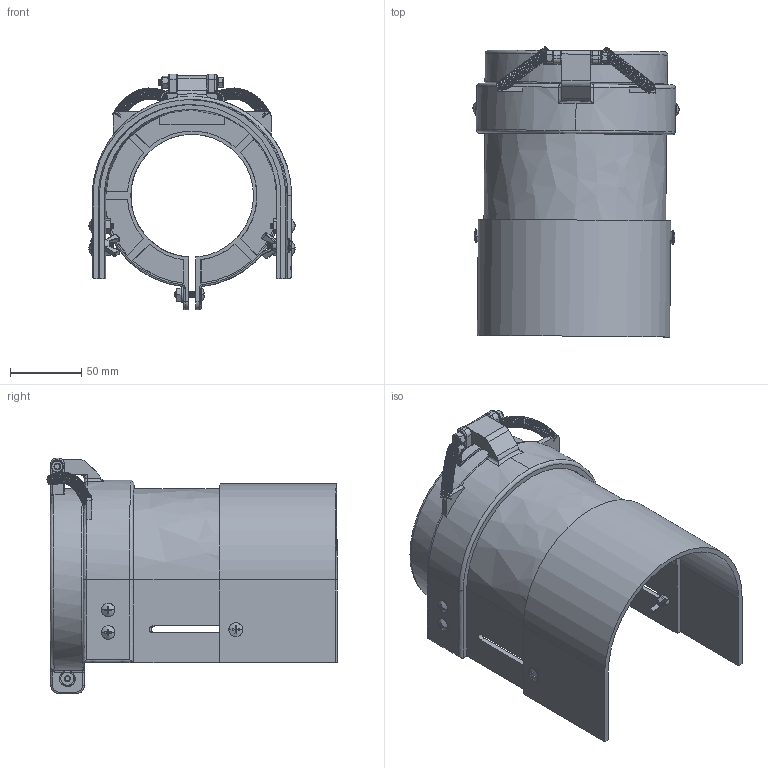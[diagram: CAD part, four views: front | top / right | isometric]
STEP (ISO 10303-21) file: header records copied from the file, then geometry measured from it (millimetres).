
FILE_DESCRIPTION(('FreeCAD Model'),'2;1');
FILE_NAME('Open CASCADE Shape Model','2025-05-07T18:38:37',('FreeCAD'),( 'FreeCAD'),'Open CASCADE STEP processor 7.6','FreeCAD','Unknown');
FILE_SCHEMA(('AUTOMOTIVE_DESIGN { 1 0 10303 214 1 1 1 1 }'));
Products named in the file (1): Open CASCADE STEP translator 7.6 1
Bounding box: 144.52 x 203.39 x 165.1 mm (x, y, z)
Volume: 354602.6 mm3; surface area: 225446.5 mm2
Topology: 23 solids, 28 shells, 2100 faces, 5021 edges, 2984 vertices
Faces by surface type: bspline 2100
Entity records: 81467 total; most frequent: CARTESIAN_POINT 54183, ORIENTED_EDGE 10018, EDGE_CURVE 5009, VERTEX_POINT 2984, B_SPLINE_CURVE_WITH_KNOTS 2396, FACE_BOUND 2175, EDGE_LOOP 2175, ADVANCED_FACE 2100
